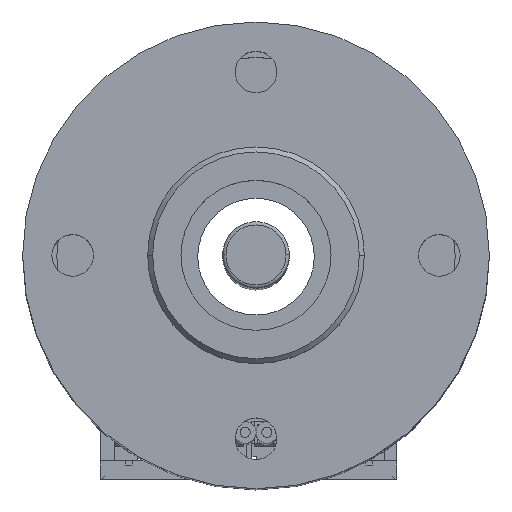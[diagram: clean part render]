
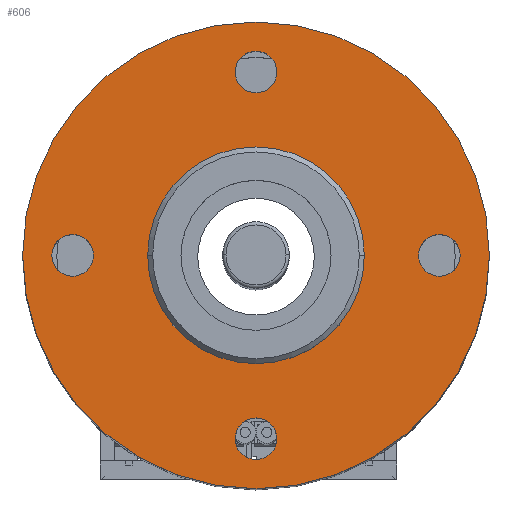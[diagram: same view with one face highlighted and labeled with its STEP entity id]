
A CAD part, top view. The second image highlights one B-rep face of the part: STEP entity #606.
In plain terms, the highlighted planar face has unit normal (0, 0, 1).
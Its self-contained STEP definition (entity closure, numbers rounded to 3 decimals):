
#191 = EDGE_LOOP ( 'NONE', ( #8744, #10417 ) ) ;
#303 = CIRCLE ( 'NONE', #1592, 1.25 ) ;
#513 = CARTESIAN_POINT ( 'NONE',  ( 0., 0., 9. ) ) ;
#547 = VERTEX_POINT ( 'NONE', #7323 ) ;
#606 = ADVANCED_FACE ( 'NONE', ( #8353, #4573, #5013, #644, #15335, #11623 ), #17719, .T. ) ;
#644 = FACE_BOUND ( 'NONE', #6802, .T. ) ;
#712 = DIRECTION ( 'NONE',  ( 1., 0., 0. ) ) ;
#746 = DIRECTION ( 'NONE',  ( 0., 0., 1. ) ) ;
#838 = ORIENTED_EDGE ( 'NONE', *, *, #10587, .F. ) ;
#1076 = AXIS2_PLACEMENT_3D ( 'NONE', #10154, #1555, #11546 ) ;
#1124 = EDGE_CURVE ( 'NONE', #8651, #14056, #16973, .T. ) ;
#1555 = DIRECTION ( 'NONE',  ( 0., 0., 1. ) ) ;
#1592 = AXIS2_PLACEMENT_3D ( 'NONE', #16946, #8603, #18327 ) ;
#2017 = DIRECTION ( 'NONE',  ( 1., 0., 0. ) ) ;
#2023 = EDGE_LOOP ( 'NONE', ( #6060, #7426 ) ) ;
#2131 = EDGE_CURVE ( 'NONE', #13605, #6002, #9110, .T. ) ;
#2461 = EDGE_CURVE ( 'NONE', #12736, #13055, #8425, .T. ) ;
#2470 = VERTEX_POINT ( 'NONE', #9196 ) ;
#2651 = ORIENTED_EDGE ( 'NONE', *, *, #1124, .F. ) ;
#2707 = CARTESIAN_POINT ( 'NONE',  ( -9.75, 0., 9. ) ) ;
#2858 = DIRECTION ( 'NONE',  ( 0., 0., 1. ) ) ;
#2955 = EDGE_CURVE ( 'NONE', #6460, #2470, #10807, .T. ) ;
#3103 = EDGE_LOOP ( 'NONE', ( #12843, #12265 ) ) ;
#3225 = CIRCLE ( 'NONE', #9836, 1.25 ) ;
#3264 = ORIENTED_EDGE ( 'NONE', *, *, #3934, .F. ) ;
#3934 = EDGE_CURVE ( 'NONE', #2470, #6460, #3225, .T. ) ;
#3959 = AXIS2_PLACEMENT_3D ( 'NONE', #5162, #14962, #6578 ) ;
#4573 = FACE_BOUND ( 'NONE', #191, .T. ) ;
#4885 = CIRCLE ( 'NONE', #15513, 1.25 ) ;
#4964 = VERTEX_POINT ( 'NONE', #9532 ) ;
#4965 = CARTESIAN_POINT ( 'NONE',  ( -6.5, 0., 9. ) ) ;
#5013 = FACE_BOUND ( 'NONE', #9615, .T. ) ;
#5162 = CARTESIAN_POINT ( 'NONE',  ( -11., 0., 9. ) ) ;
#5194 = CIRCLE ( 'NONE', #1076, 1.25 ) ;
#5413 = CARTESIAN_POINT ( 'NONE',  ( -12.25, 0., 9. ) ) ;
#5486 = EDGE_CURVE ( 'NONE', #4964, #547, #15206, .T. ) ;
#5547 = CARTESIAN_POINT ( 'NONE',  ( 0., 0., 9. ) ) ;
#5709 = CARTESIAN_POINT ( 'NONE',  ( -1.25, -11., 9. ) ) ;
#5735 = AXIS2_PLACEMENT_3D ( 'NONE', #9426, #746, #10798 ) ;
#5772 = DIRECTION ( 'NONE',  ( 0., 0., 1. ) ) ;
#5986 = AXIS2_PLACEMENT_3D ( 'NONE', #17688, #9395, #712 ) ;
#6002 = VERTEX_POINT ( 'NONE', #5413 ) ;
#6023 = EDGE_LOOP ( 'NONE', ( #14112, #2651 ) ) ;
#6060 = ORIENTED_EDGE ( 'NONE', *, *, #5486, .T. ) ;
#6129 = EDGE_CURVE ( 'NONE', #547, #4964, #14514, .T. ) ;
#6272 = CARTESIAN_POINT ( 'NONE',  ( 0., 11., 9. ) ) ;
#6460 = VERTEX_POINT ( 'NONE', #12903 ) ;
#6480 = CARTESIAN_POINT ( 'NONE',  ( 0., 0., 9. ) ) ;
#6578 = DIRECTION ( 'NONE',  ( 1., 0., 0. ) ) ;
#6698 = VERTEX_POINT ( 'NONE', #16187 ) ;
#6770 = AXIS2_PLACEMENT_3D ( 'NONE', #11368, #2858, #12768 ) ;
#6802 = EDGE_LOOP ( 'NONE', ( #3264, #14072 ) ) ;
#6989 = DIRECTION ( 'NONE',  ( 1., 0., 0. ) ) ;
#7033 = AXIS2_PLACEMENT_3D ( 'NONE', #14170, #5772, #15579 ) ;
#7056 = CARTESIAN_POINT ( 'NONE',  ( 6.5, 0., 9. ) ) ;
#7148 = DIRECTION ( 'NONE',  ( 0., 0., 1. ) ) ;
#7323 = CARTESIAN_POINT ( 'NONE',  ( 14., 0., 9. ) ) ;
#7426 = ORIENTED_EDGE ( 'NONE', *, *, #6129, .T. ) ;
#7559 = CARTESIAN_POINT ( 'NONE',  ( 0., 11., 9. ) ) ;
#7707 = DIRECTION ( 'NONE',  ( 1., 0., 0. ) ) ;
#7919 = DIRECTION ( 'NONE',  ( 1., 0., 0. ) ) ;
#8076 = AXIS2_PLACEMENT_3D ( 'NONE', #6480, #16263, #7919 ) ;
#8353 = FACE_BOUND ( 'NONE', #6023, .T. ) ;
#8425 = CIRCLE ( 'NONE', #16209, 6.5 ) ;
#8603 = DIRECTION ( 'NONE',  ( 0., 0., 1. ) ) ;
#8651 = VERTEX_POINT ( 'NONE', #18216 ) ;
#8744 = ORIENTED_EDGE ( 'NONE', *, *, #12483, .F. ) ;
#9000 = DIRECTION ( 'NONE',  ( 1., 0., 0. ) ) ;
#9110 = CIRCLE ( 'NONE', #3959, 1.25 ) ;
#9196 = CARTESIAN_POINT ( 'NONE',  ( 1.25, 11., 9. ) ) ;
#9395 = DIRECTION ( 'NONE',  ( 0., 0., 1. ) ) ;
#9426 = CARTESIAN_POINT ( 'NONE',  ( 0., 0., 9. ) ) ;
#9532 = CARTESIAN_POINT ( 'NONE',  ( -14., 0., 9. ) ) ;
#9615 = EDGE_LOOP ( 'NONE', ( #11050, #838 ) ) ;
#9836 = AXIS2_PLACEMENT_3D ( 'NONE', #7559, #17313, #9000 ) ;
#10154 = CARTESIAN_POINT ( 'NONE',  ( -11., 0., 9. ) ) ;
#10417 = ORIENTED_EDGE ( 'NONE', *, *, #11849, .F. ) ;
#10577 = DIRECTION ( 'NONE',  ( 0., 0., 1. ) ) ;
#10587 = EDGE_CURVE ( 'NONE', #6002, #13605, #5194, .T. ) ;
#10798 = DIRECTION ( 'NONE',  ( 1., 0., 0. ) ) ;
#10807 = CIRCLE ( 'NONE', #11782, 1.25 ) ;
#11050 = ORIENTED_EDGE ( 'NONE', *, *, #2131, .F. ) ;
#11368 = CARTESIAN_POINT ( 'NONE',  ( 0., 0., 9. ) ) ;
#11546 = DIRECTION ( 'NONE',  ( 1., 0., 0. ) ) ;
#11623 = FACE_OUTER_BOUND ( 'NONE', #2023, .T. ) ;
#11782 = AXIS2_PLACEMENT_3D ( 'NONE', #6272, #16074, #7707 ) ;
#11849 = EDGE_CURVE ( 'NONE', #15707, #6698, #303, .T. ) ;
#12265 = ORIENTED_EDGE ( 'NONE', *, *, #2461, .F. ) ;
#12483 = EDGE_CURVE ( 'NONE', #6698, #15707, #4885, .T. ) ;
#12736 = VERTEX_POINT ( 'NONE', #4965 ) ;
#12768 = DIRECTION ( 'NONE',  ( 1., 0., 0. ) ) ;
#12843 = ORIENTED_EDGE ( 'NONE', *, *, #15012, .F. ) ;
#12903 = CARTESIAN_POINT ( 'NONE',  ( -1.25, 11., 9. ) ) ;
#13055 = VERTEX_POINT ( 'NONE', #7056 ) ;
#13271 = CIRCLE ( 'NONE', #7033, 1.25 ) ;
#13605 = VERTEX_POINT ( 'NONE', #2707 ) ;
#14056 = VERTEX_POINT ( 'NONE', #16396 ) ;
#14072 = ORIENTED_EDGE ( 'NONE', *, *, #2955, .F. ) ;
#14112 = ORIENTED_EDGE ( 'NONE', *, *, #17927, .F. ) ;
#14170 = CARTESIAN_POINT ( 'NONE',  ( 11., 0., 9. ) ) ;
#14514 = CIRCLE ( 'NONE', #6770, 14. ) ;
#14962 = DIRECTION ( 'NONE',  ( 0., 0., 1. ) ) ;
#15012 = EDGE_CURVE ( 'NONE', #13055, #12736, #15130, .T. ) ;
#15130 = CIRCLE ( 'NONE', #16737, 6.5 ) ;
#15206 = CIRCLE ( 'NONE', #8076, 14. ) ;
#15335 = FACE_BOUND ( 'NONE', #3103, .T. ) ;
#15360 = DIRECTION ( 'NONE',  ( 0., 0., 1. ) ) ;
#15513 = AXIS2_PLACEMENT_3D ( 'NONE', #15540, #7148, #16923 ) ;
#15540 = CARTESIAN_POINT ( 'NONE',  ( 0., -11., 9. ) ) ;
#15579 = DIRECTION ( 'NONE',  ( 1., 0., 0. ) ) ;
#15707 = VERTEX_POINT ( 'NONE', #5709 ) ;
#16074 = DIRECTION ( 'NONE',  ( 0., 0., 1. ) ) ;
#16187 = CARTESIAN_POINT ( 'NONE',  ( 1.25, -11., 9. ) ) ;
#16209 = AXIS2_PLACEMENT_3D ( 'NONE', #513, #10577, #2017 ) ;
#16263 = DIRECTION ( 'NONE',  ( 0., 0., 1. ) ) ;
#16396 = CARTESIAN_POINT ( 'NONE',  ( 12.25, 0., 9. ) ) ;
#16737 = AXIS2_PLACEMENT_3D ( 'NONE', #5547, #15360, #6989 ) ;
#16923 = DIRECTION ( 'NONE',  ( 1., 0., 0. ) ) ;
#16946 = CARTESIAN_POINT ( 'NONE',  ( 0., -11., 9. ) ) ;
#16973 = CIRCLE ( 'NONE', #5986, 1.25 ) ;
#17313 = DIRECTION ( 'NONE',  ( 0., 0., 1. ) ) ;
#17688 = CARTESIAN_POINT ( 'NONE',  ( 11., 0., 9. ) ) ;
#17719 = PLANE ( 'NONE',  #5735 ) ;
#17927 = EDGE_CURVE ( 'NONE', #14056, #8651, #13271, .T. ) ;
#18216 = CARTESIAN_POINT ( 'NONE',  ( 9.75, 0., 9. ) ) ;
#18327 = DIRECTION ( 'NONE',  ( 1., 0., 0. ) ) ;
